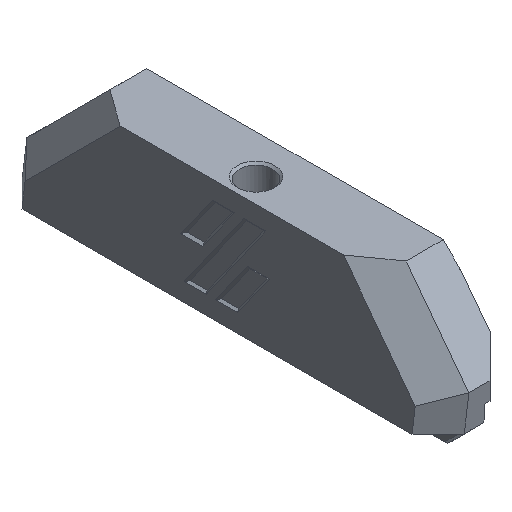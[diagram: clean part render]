
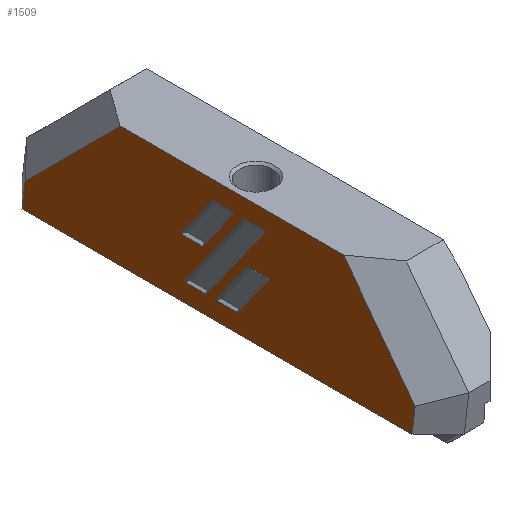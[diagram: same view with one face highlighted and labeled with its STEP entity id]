
A CAD part, isometric view. The second image highlights one B-rep face of the part: STEP entity #1509.
In plain terms, the highlighted planar face has unit normal (-0.99, 0, 0.139).
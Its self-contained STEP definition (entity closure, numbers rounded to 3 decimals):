
#24=FACE_BOUND('',#202,.T.);
#25=FACE_BOUND('',#203,.T.);
#26=FACE_BOUND('',#204,.T.);
#118=FACE_OUTER_BOUND('',#201,.T.);
#201=EDGE_LOOP('',(#1264,#1265,#1266,#1267,#1268,#1269));
#202=EDGE_LOOP('',(#1270,#1271,#1272,#1273));
#203=EDGE_LOOP('',(#1274,#1275,#1276,#1277));
#204=EDGE_LOOP('',(#1278,#1279,#1280,#1281));
#282=LINE('',#2161,#470);
#338=LINE('',#2298,#526);
#341=LINE('',#2303,#529);
#343=LINE('',#2307,#531);
#345=LINE('',#2310,#533);
#347=LINE('',#2315,#535);
#349=LINE('',#2319,#537);
#351=LINE('',#2323,#539);
#353=LINE('',#2326,#541);
#354=LINE('',#2330,#542);
#358=LINE('',#2338,#546);
#363=LINE('',#2349,#551);
#366=LINE('',#2354,#554);
#368=LINE('',#2358,#556);
#370=LINE('',#2361,#558);
#372=LINE('',#2366,#560);
#394=LINE('',#2531,#582);
#395=LINE('',#2533,#583);
#470=VECTOR('',#1746,1000.);
#526=VECTOR('',#1858,10.);
#529=VECTOR('',#1863,10.);
#531=VECTOR('',#1867,10.);
#533=VECTOR('',#1871,10.);
#535=VECTOR('',#1875,10.);
#537=VECTOR('',#1879,10.);
#539=VECTOR('',#1883,10.);
#541=VECTOR('',#1887,10.);
#542=VECTOR('',#1890,10.);
#546=VECTOR('',#1896,10.);
#551=VECTOR('',#1903,10.);
#554=VECTOR('',#1908,10.);
#556=VECTOR('',#1912,10.);
#558=VECTOR('',#1916,10.);
#560=VECTOR('',#1920,10.);
#582=VECTOR('',#1978,10.);
#583=VECTOR('',#1981,10.);
#640=VERTEX_POINT('',#2158);
#641=VERTEX_POINT('',#2160);
#693=VERTEX_POINT('',#2296);
#694=VERTEX_POINT('',#2297);
#695=VERTEX_POINT('',#2302);
#696=VERTEX_POINT('',#2306);
#697=VERTEX_POINT('',#2312);
#698=VERTEX_POINT('',#2314);
#699=VERTEX_POINT('',#2318);
#700=VERTEX_POINT('',#2322);
#701=VERTEX_POINT('',#2328);
#702=VERTEX_POINT('',#2329);
#705=VERTEX_POINT('',#2337);
#709=VERTEX_POINT('',#2347);
#710=VERTEX_POINT('',#2348);
#711=VERTEX_POINT('',#2353);
#712=VERTEX_POINT('',#2357);
#714=VERTEX_POINT('',#2365);
#794=EDGE_CURVE('',#640,#641,#282,.T.);
#861=EDGE_CURVE('',#693,#694,#338,.T.);
#864=EDGE_CURVE('',#694,#695,#341,.T.);
#866=EDGE_CURVE('',#695,#696,#343,.T.);
#868=EDGE_CURVE('',#696,#693,#345,.T.);
#870=EDGE_CURVE('',#697,#698,#347,.T.);
#872=EDGE_CURVE('',#698,#699,#349,.T.);
#874=EDGE_CURVE('',#699,#700,#351,.T.);
#876=EDGE_CURVE('',#700,#697,#353,.T.);
#877=EDGE_CURVE('',#701,#702,#354,.T.);
#881=EDGE_CURVE('',#702,#705,#358,.T.);
#886=EDGE_CURVE('',#709,#710,#363,.T.);
#889=EDGE_CURVE('',#710,#711,#366,.T.);
#891=EDGE_CURVE('',#711,#712,#368,.T.);
#893=EDGE_CURVE('',#712,#709,#370,.T.);
#895=EDGE_CURVE('',#705,#714,#372,.T.);
#927=EDGE_CURVE('',#641,#701,#394,.T.);
#928=EDGE_CURVE('',#714,#640,#395,.T.);
#1264=ORIENTED_EDGE('',*,*,#881,.F.);
#1265=ORIENTED_EDGE('',*,*,#877,.F.);
#1266=ORIENTED_EDGE('',*,*,#927,.F.);
#1267=ORIENTED_EDGE('',*,*,#794,.F.);
#1268=ORIENTED_EDGE('',*,*,#928,.F.);
#1269=ORIENTED_EDGE('',*,*,#895,.F.);
#1270=ORIENTED_EDGE('',*,*,#893,.F.);
#1271=ORIENTED_EDGE('',*,*,#891,.F.);
#1272=ORIENTED_EDGE('',*,*,#889,.F.);
#1273=ORIENTED_EDGE('',*,*,#886,.F.);
#1274=ORIENTED_EDGE('',*,*,#876,.F.);
#1275=ORIENTED_EDGE('',*,*,#874,.F.);
#1276=ORIENTED_EDGE('',*,*,#872,.F.);
#1277=ORIENTED_EDGE('',*,*,#870,.F.);
#1278=ORIENTED_EDGE('',*,*,#868,.F.);
#1279=ORIENTED_EDGE('',*,*,#866,.F.);
#1280=ORIENTED_EDGE('',*,*,#864,.F.);
#1281=ORIENTED_EDGE('',*,*,#861,.F.);
#1431=PLANE('',#1621);
#1509=ADVANCED_FACE('',(#118,#24,#25,#26),#1431,.F.);
#1621=AXIS2_PLACEMENT_3D('',#2532,#1979,#1980);
#1746=DIRECTION('',(0.,1.,0.));
#1858=DIRECTION('',(-0.116,0.549,-0.828));
#1863=DIRECTION('',(0.,-1.,0.));
#1867=DIRECTION('',(0.116,-0.549,0.828));
#1871=DIRECTION('',(0.,1.,0.));
#1875=DIRECTION('',(0.116,-0.549,0.828));
#1879=DIRECTION('',(0.,1.,0.));
#1883=DIRECTION('',(-0.116,0.549,-0.828));
#1887=DIRECTION('',(0.,-1.,0.));
#1890=DIRECTION('',(0.099,-0.704,0.704));
#1896=DIRECTION('',(0.,-1.,0.));
#1903=DIRECTION('',(0.,-1.,0.));
#1908=DIRECTION('',(0.116,-0.549,0.827));
#1912=DIRECTION('',(0.,1.,0.));
#1916=DIRECTION('',(-0.116,0.549,-0.827));
#1920=DIRECTION('',(-0.099,-0.704,-0.704));
#1978=DIRECTION('',(0.139,0.,0.99));
#1979=DIRECTION('center_axis',(0.99,0.,-0.139));
#1980=DIRECTION('ref_axis',(-0.139,0.,-0.99));
#1981=DIRECTION('',(-0.139,0.,-0.99));
#2158=CARTESIAN_POINT('',(4.,-25.,-4.));
#2160=CARTESIAN_POINT('',(4.,50.,-4.));
#2161=CARTESIAN_POINT('',(4.,0.,-4.));
#2296=CARTESIAN_POINT('',(6.435,15.813,13.364));
#2297=CARTESIAN_POINT('',(5.375,20.829,5.807));
#2298=CARTESIAN_POINT('',(4.927,22.953,2.607));
#2302=CARTESIAN_POINT('',(5.375,16.588,5.807));
#2303=CARTESIAN_POINT('',(5.375,20.902,5.807));
#2306=CARTESIAN_POINT('',(6.435,11.573,13.364));
#2307=CARTESIAN_POINT('',(5.235,17.251,4.808));
#2310=CARTESIAN_POINT('',(6.435,20.299,13.364));
#2312=CARTESIAN_POINT('',(4.426,15.029,-0.96));
#2314=CARTESIAN_POINT('',(6.435,5.522,13.364));
#2315=CARTESIAN_POINT('',(5.042,12.114,3.433));
#2318=CARTESIAN_POINT('',(6.435,9.762,13.364));
#2319=CARTESIAN_POINT('',(6.435,17.273,13.364));
#2322=CARTESIAN_POINT('',(4.426,19.269,-0.96));
#2323=CARTESIAN_POINT('',(4.259,20.06,-2.151));
#2326=CARTESIAN_POINT('',(4.426,20.122,-0.96));
#2328=CARTESIAN_POINT('',(4.612,50.,0.363));
#2329=CARTESIAN_POINT('',(6.861,33.963,16.4));
#2330=CARTESIAN_POINT('',(5.774,41.714,8.649));
#2337=CARTESIAN_POINT('',(6.861,-8.963,16.4));
#2338=CARTESIAN_POINT('',(6.861,-6.5,16.4));
#2347=CARTESIAN_POINT('',(4.428,13.22,-0.95));
#2348=CARTESIAN_POINT('',(4.428,8.98,-0.95));
#2349=CARTESIAN_POINT('',(4.428,17.098,-0.95));
#2353=CARTESIAN_POINT('',(5.488,3.963,6.607));
#2354=CARTESIAN_POINT('',(4.376,9.225,-1.319));
#2357=CARTESIAN_POINT('',(5.488,8.203,6.607));
#2358=CARTESIAN_POINT('',(5.488,16.494,6.607));
#2361=CARTESIAN_POINT('',(4.067,14.926,-3.52));
#2365=CARTESIAN_POINT('',(4.612,-25.,0.363));
#2366=CARTESIAN_POINT('',(6.642,-10.525,14.838));
#2531=CARTESIAN_POINT('',(4.41,50.,-1.074));
#2532=CARTESIAN_POINT('Origin',(4.348,25.,-1.521));
#2533=CARTESIAN_POINT('',(4.41,-25.,-1.074));
